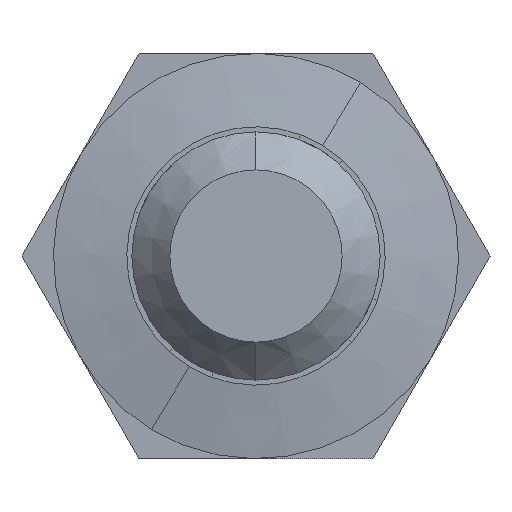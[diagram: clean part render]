
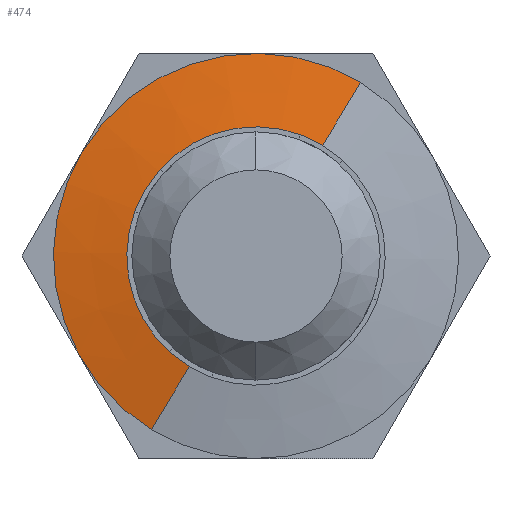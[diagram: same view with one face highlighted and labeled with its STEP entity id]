
A CAD part, front view. The second image highlights one B-rep face of the part: STEP entity #474.
In plain terms, the highlighted conical face has half-angle 80.218 degrees and reference radius 4 mm.
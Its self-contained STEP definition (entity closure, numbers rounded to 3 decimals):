
#5 = VERTEX_POINT ( 'NONE', #135 ) ;
#10 = VERTEX_POINT ( 'NONE', #140 ) ;
#13 = VERTEX_POINT ( 'NONE', #143 ) ;
#19 = VERTEX_POINT ( 'NONE', #149 ) ;
#74 = EDGE_LOOP ( 'NONE', ( #556, #557, #558, #559 ) ) ;
#135 = CARTESIAN_POINT ( 'NONE',  ( 2.064, 4.25, 3.426 ) ) ;
#140 = CARTESIAN_POINT ( 'NONE',  ( 1.316, 4., 2.184 ) ) ;
#143 = CARTESIAN_POINT ( 'NONE',  ( -1.316, 4., -2.184 ) ) ;
#149 = CARTESIAN_POINT ( 'NONE',  ( -2.064, 4.25, -3.426 ) ) ;
#474 = ADVANCED_FACE ( 'NONE', ( #1887 ), #1895, .T. ) ;
#556 = ORIENTED_EDGE ( 'NONE', *, *, #869, .T. ) ;
#557 = ORIENTED_EDGE ( 'NONE', *, *, #870, .T. ) ;
#558 = ORIENTED_EDGE ( 'NONE', *, *, #871, .F. ) ;
#559 = ORIENTED_EDGE ( 'NONE', *, *, #872, .F. ) ;
#869 = EDGE_CURVE ( 'NONE', #13, #10, #3026, .T. ) ;
#870 = EDGE_CURVE ( 'NONE', #10, #5, #3029, .T. ) ;
#871 = EDGE_CURVE ( 'NONE', #19, #5, #3032, .T. ) ;
#872 = EDGE_CURVE ( 'NONE', #13, #19, #3031, .T. ) ;
#1887 = FACE_OUTER_BOUND ( 'NONE', #74, .T. ) ;
#1895 = CONICAL_SURFACE ( 'NONE', #2578, 4., 1.4 ) ;
#2430 = CARTESIAN_POINT ( 'NONE',  ( 0., 4.25, 0. ) ) ;
#2431 = DIRECTION ( 'NONE',  ( 0., 1., 0. ) ) ;
#2439 = DIRECTION ( 'NONE',  ( -0.516, 0., -0.857 ) ) ;
#2578 = AXIS2_PLACEMENT_3D ( 'NONE', #2430, #2431, #2439 ) ;
#2645 = AXIS2_PLACEMENT_3D ( 'NONE', #3318, #3319, #3320 ) ;
#2646 = AXIS2_PLACEMENT_3D ( 'NONE', #3322, #3323, #3324 ) ;
#3026 = CIRCLE ( 'NONE', #2645, 2.55 ) ;
#3029 = LINE ( 'NONE', #3317, #3033 ) ;
#3031 = LINE ( 'NONE', #3321, #3036 ) ;
#3032 = CIRCLE ( 'NONE', #2646, 4. ) ;
#3033 = VECTOR ( 'NONE', #3315, 1000. ) ;
#3036 = VECTOR ( 'NONE', #3316, 1000. ) ;
#3315 = DIRECTION ( 'NONE',  ( 0.509, 0.17, 0.844 ) ) ;
#3316 = DIRECTION ( 'NONE',  ( -0.509, 0.17, -0.844 ) ) ;
#3317 = CARTESIAN_POINT ( 'NONE',  ( 2.064, 4.25, 3.426 ) ) ;
#3318 = CARTESIAN_POINT ( 'NONE',  ( 0., 4., 0. ) ) ;
#3319 = DIRECTION ( 'NONE',  ( 0., 1., 0. ) ) ;
#3320 = DIRECTION ( 'NONE',  ( -0.516, 0., -0.857 ) ) ;
#3321 = CARTESIAN_POINT ( 'NONE',  ( -2.064, 4.25, -3.426 ) ) ;
#3322 = CARTESIAN_POINT ( 'NONE',  ( 0., 4.25, 0. ) ) ;
#3323 = DIRECTION ( 'NONE',  ( 0., 1., 0. ) ) ;
#3324 = DIRECTION ( 'NONE',  ( -0.516, 0., -0.857 ) ) ;
